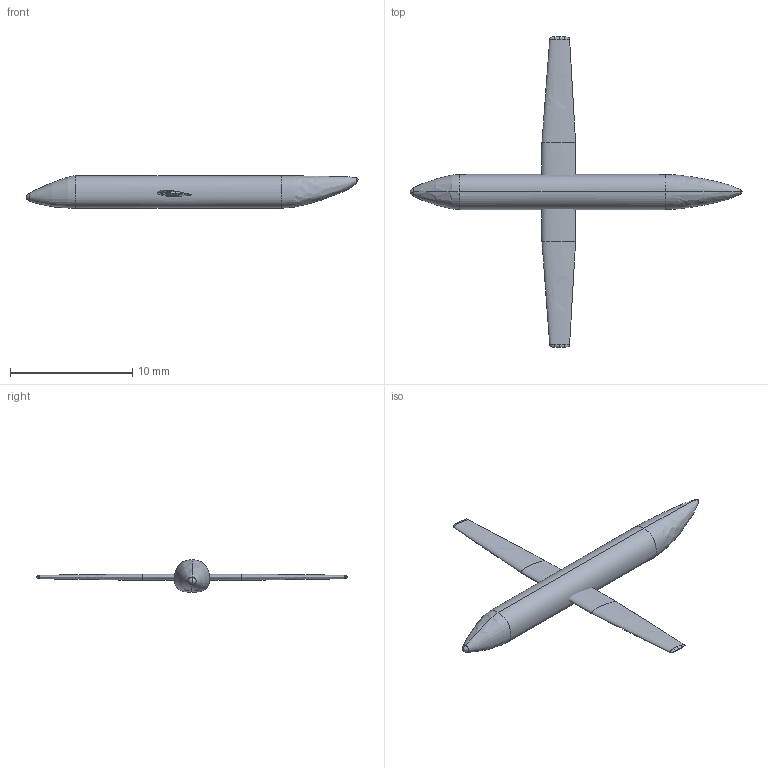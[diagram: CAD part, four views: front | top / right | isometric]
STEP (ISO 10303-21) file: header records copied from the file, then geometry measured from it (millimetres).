
FILE_DESCRIPTION(('Open CASCADE Model'),'2;1');
FILE_NAME('Open CASCADE Shape Model','2019-01-02T20:39:14',('Author'),( 'Open CASCADE'),'Open CASCADE STEP processor 7.3','Open CASCADE 7.3' ,'Unknown');
FILE_SCHEMA(('AUTOMOTIVE_DESIGN { 1 0 10303 214 1 1 1 1 }'));
Length unit declared in the file: millimetre
Products named in the file (3): Open CASCADE STEP translator 7.3 1; Open CASCADE STEP translator 7.3 1.1; Open CASCADE STEP translator 7.3 1.2
Assembly tree (2 placements, depth 2):
  Open CASCADE STEP translator 7.3 1
    Open CASCADE STEP translator 7.3 1.1
    Open CASCADE STEP translator 7.3 1.2
Bounding box: 27.17 x 25.44 x 2.65 mm (x, y, z)
Volume: 141.5 mm3; surface area: 341.5 mm2
Topology: 1 solids, 2 shells, 40 faces, 104 edges, 60 vertices
Faces by surface type: bspline 40
Entity records: 20195 total; most frequent: CARTESIAN_POINT 18726, ORIENTED_EDGE 168, PCURVE 168, DEFINITIONAL_REPRESENTATION 168, DIRECTION 146, LINE 140, VECTOR 140, EDGE_CURVE 100
